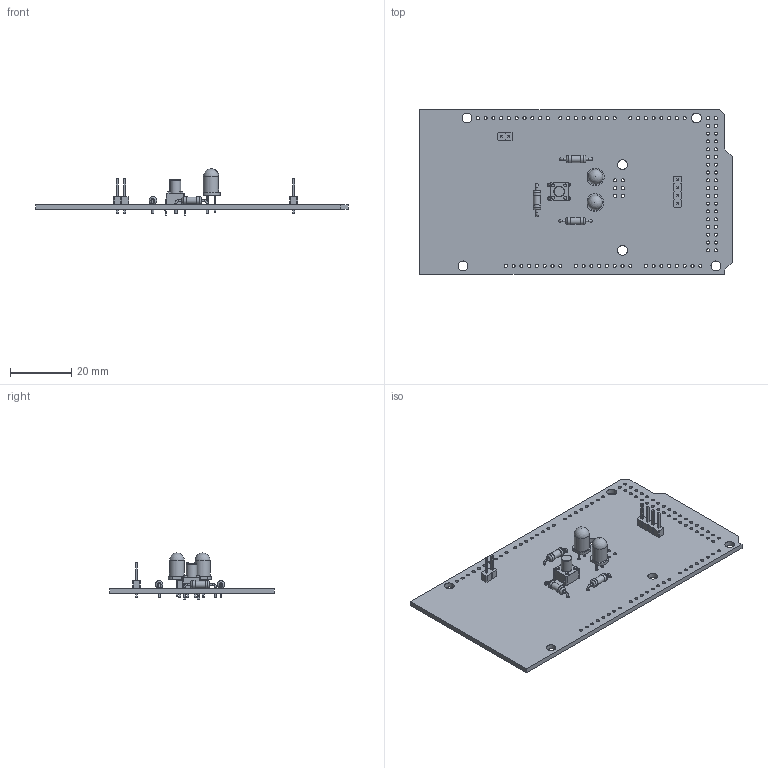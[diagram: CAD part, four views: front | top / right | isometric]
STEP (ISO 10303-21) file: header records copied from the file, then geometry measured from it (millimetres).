
FILE_DESCRIPTION(('KiCad electronic assembly'),'2;1');
FILE_NAME('Model 3D.step','2024-05-18T23:12:26',('Pcbnew'),('Kicad'), 'Open CASCADE STEP processor 7.6','KiCad to STEP converter','Unknown' );
FILE_SCHEMA(('AUTOMOTIVE_DESIGN { 1 0 10303 214 1 1 1 1 }'));
Length unit declared in the file: millimetre
Products named in the file (12): Model 3D 1; R_Axial_DIN0207_L6.3mm_D2.5mm_P10.16mm_Horizontal; SOLID; SW_PUSH_6mm_H8mm; LED_D5.0mm; PinHeader_1x02_P2.54mm_Vertical; PinHeader_1x04_P2.54mm_Vertical; PCB
Assembly tree (14 placements, depth 3):
  Model 3D 1
    R_Axial_DIN0207_L6.3mm_D2.5mm_P10.16mm_Horizontal  x3
      SOLID
    SW_PUSH_6mm_H8mm
      SOLID
    LED_D5.0mm  x2
      SOLID
    PinHeader_1x02_P2.54mm_Vertical
      SOLID
    PinHeader_1x04_P2.54mm_Vertical
      SOLID
    PCB
Bounding box: 102.05 x 53.75 x 15.1 mm (x, y, z)
Volume: 9183.4 mm3; surface area: 12918.9 mm2
Topology: 9 solids, 9 shells, 469 faces, 1169 edges, 751 vertices
Faces by surface type: plane 270, cylinder 184, torus 13, sphere 2
Full cylindrical faces by diameter (mm): 0.6 x12, 0.8 x6, 0.9 x4, 1 x10, 1.016 x92, 1.1 x4, 2.25 x3, 2.5 x6, 3.2 x6, 3.5 x1, 4.9 x2
Entity records: 30425 total; most frequent: CARTESIAN_POINT 6149, DIRECTION 4161, LINE 2569, VECTOR 2569, ORIENTED_EDGE 2158, PCURVE 2158, DEFINITIONAL_REPRESENTATION 2158, EDGE_CURVE 1079
